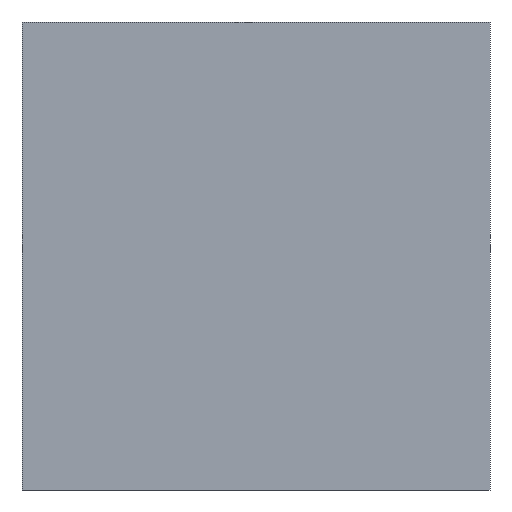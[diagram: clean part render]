
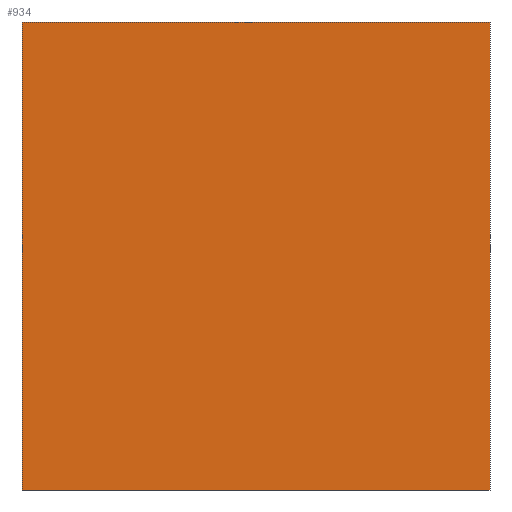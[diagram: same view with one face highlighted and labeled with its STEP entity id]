
A CAD part, front view. The second image highlights one B-rep face of the part: STEP entity #934.
In plain terms, the highlighted planar face has unit normal (0, -1, 0).
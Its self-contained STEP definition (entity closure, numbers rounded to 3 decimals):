
#76=LINE('',#1601,#146);
#80=LINE('',#1607,#150);
#81=LINE('',#1610,#151);
#82=LINE('',#1611,#152);
#146=VECTOR('',#1352,10.);
#150=VECTOR('',#1358,10.);
#151=VECTOR('',#1361,10.);
#152=VECTOR('',#1362,10.);
#211=FACE_OUTER_BOUND('',#271,.T.);
#271=EDGE_LOOP('',(#742,#743,#744,#745));
#386=VERTEX_POINT('',#1599);
#387=VERTEX_POINT('',#1600);
#388=VERTEX_POINT('',#1605);
#389=VERTEX_POINT('',#1609);
#504=EDGE_CURVE('',#386,#387,#76,.T.);
#508=EDGE_CURVE('',#387,#388,#80,.T.);
#509=EDGE_CURVE('',#388,#389,#81,.T.);
#510=EDGE_CURVE('',#386,#389,#82,.T.);
#742=ORIENTED_EDGE('',*,*,#509,.T.);
#743=ORIENTED_EDGE('',*,*,#510,.F.);
#744=ORIENTED_EDGE('',*,*,#504,.T.);
#745=ORIENTED_EDGE('',*,*,#508,.T.);
#813=PLANE('',#1069);
#934=ADVANCED_FACE('',(#211),#813,.T.);
#1069=AXIS2_PLACEMENT_3D('',#1608,#1359,#1360);
#1352=DIRECTION('',(1.,0.,0.));
#1358=DIRECTION('',(0.,0.,1.));
#1359=DIRECTION('center_axis',(0.,-1.,0.));
#1360=DIRECTION('ref_axis',(0.,0.,-1.));
#1361=DIRECTION('',(-1.,0.,0.));
#1362=DIRECTION('',(0.,0.,1.));
#1599=CARTESIAN_POINT('',(-20.,0.,-20.));
#1600=CARTESIAN_POINT('',(20.,0.,-20.));
#1601=CARTESIAN_POINT('',(-20.,0.,-20.));
#1605=CARTESIAN_POINT('',(20.,0.,20.));
#1607=CARTESIAN_POINT('',(20.,0.,0.));
#1608=CARTESIAN_POINT('Origin',(20.,0.,0.));
#1609=CARTESIAN_POINT('',(-20.,0.,20.));
#1610=CARTESIAN_POINT('',(-20.,0.,20.));
#1611=CARTESIAN_POINT('',(-20.,0.,0.));
